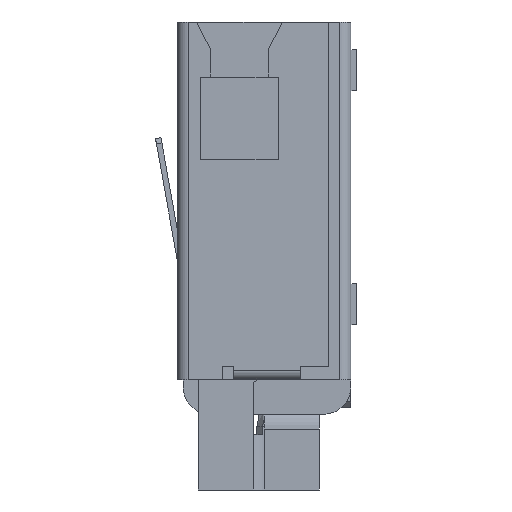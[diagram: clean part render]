
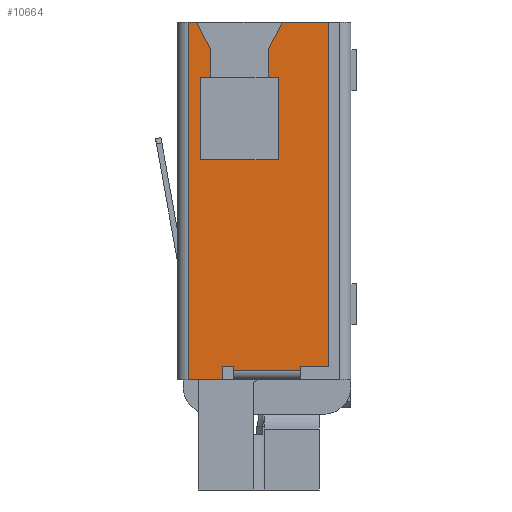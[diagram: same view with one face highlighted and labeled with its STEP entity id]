
A CAD part, left-side view. The second image highlights one B-rep face of the part: STEP entity #10664.
In plain terms, the highlighted planar face has unit normal (-1, 0, 0).
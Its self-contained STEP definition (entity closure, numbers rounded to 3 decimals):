
#254=DIRECTION('',(0.,1.,0.));
#255=VECTOR('',#254,0.3);
#256=CARTESIAN_POINT('',(-7.55,2.55,0.));
#257=LINE('',#256,#255);
#2028=DIRECTION('',(0.,-1.,0.));
#2029=VECTOR('',#2028,1.25);
#2030=CARTESIAN_POINT('',(-7.55,2.85,-13.));
#2031=LINE('',#2030,#2029);
#3357=DIRECTION('',(0.,0.,1.));
#3358=VECTOR('',#3357,13.);
#3359=CARTESIAN_POINT('',(-7.55,2.85,-13.));
#3360=LINE('',#3359,#3358);
#3361=DIRECTION('',(0.,1.,0.));
#3362=VECTOR('',#3361,2.4);
#3363=CARTESIAN_POINT('',(-7.55,-1.2,-12.65));
#3364=LINE('',#3363,#3362);
#3365=DIRECTION('',(0.,0.,1.));
#3366=VECTOR('',#3365,0.15);
#3367=CARTESIAN_POINT('',(-7.55,1.2,-12.65));
#3368=LINE('',#3367,#3366);
#3369=DIRECTION('',(0.,1.,0.));
#3370=VECTOR('',#3369,0.4);
#3371=CARTESIAN_POINT('',(-7.55,1.2,-12.5));
#3372=LINE('',#3371,#3370);
#3373=DIRECTION('',(0.,0.,-1.));
#3374=VECTOR('',#3373,0.5);
#3375=CARTESIAN_POINT('',(-7.55,1.6,-12.5));
#3376=LINE('',#3375,#3374);
#3377=DIRECTION('',(0.,-0.447,-0.894));
#3378=VECTOR('',#3377,1.118);
#3379=CARTESIAN_POINT('',(-7.55,2.55,0.));
#3380=LINE('',#3379,#3378);
#3381=DIRECTION('',(0.,0.,-1.));
#3382=VECTOR('',#3381,1.);
#3383=CARTESIAN_POINT('',(-7.55,2.05,-1.));
#3384=LINE('',#3383,#3382);
#3385=DIRECTION('',(0.,-1.,0.));
#3386=VECTOR('',#3385,0.05);
#3387=CARTESIAN_POINT('',(-7.55,2.05,-2.));
#3388=LINE('',#3387,#3386);
#3389=DIRECTION('',(0.,0.,-1.));
#3390=VECTOR('',#3389,0.2);
#3391=CARTESIAN_POINT('',(-7.55,2.,-4.8));
#3392=LINE('',#3391,#3390);
#3393=DIRECTION('',(0.,-1.,0.));
#3394=VECTOR('',#3393,0.2);
#3395=CARTESIAN_POINT('',(-7.55,2.,-5.));
#3396=LINE('',#3395,#3394);
#3397=DIRECTION('',(0.,-1.,0.));
#3398=VECTOR('',#3397,0.2);
#3399=CARTESIAN_POINT('',(-7.55,0.2,-5.));
#3400=LINE('',#3399,#3398);
#3401=DIRECTION('',(0.,0.,1.));
#3402=VECTOR('',#3401,0.2);
#3403=CARTESIAN_POINT('',(-7.55,0.,-5.));
#3404=LINE('',#3403,#3402);
#3405=DIRECTION('',(0.,-1.,0.));
#3406=VECTOR('',#3405,0.05);
#3407=CARTESIAN_POINT('',(-7.55,0.,-2.));
#3408=LINE('',#3407,#3406);
#3409=DIRECTION('',(0.,0.,1.));
#3410=VECTOR('',#3409,1.);
#3411=CARTESIAN_POINT('',(-7.55,-0.05,-2.));
#3412=LINE('',#3411,#3410);
#3413=DIRECTION('',(0.,-0.447,0.894));
#3414=VECTOR('',#3413,1.118);
#3415=CARTESIAN_POINT('',(-7.55,-0.05,-1.));
#3416=LINE('',#3415,#3414);
#3417=DIRECTION('',(0.,-1.,0.));
#3418=VECTOR('',#3417,1.7);
#3419=CARTESIAN_POINT('',(-7.55,-0.55,0.));
#3420=LINE('',#3419,#3418);
#3421=DIRECTION('',(0.,0.,-1.));
#3422=VECTOR('',#3421,12.5);
#3423=CARTESIAN_POINT('',(-7.55,-2.25,0.));
#3424=LINE('',#3423,#3422);
#3425=DIRECTION('',(0.,1.,0.));
#3426=VECTOR('',#3425,1.05);
#3427=CARTESIAN_POINT('',(-7.55,-2.25,-12.5));
#3428=LINE('',#3427,#3426);
#3429=DIRECTION('',(0.,0.,-1.));
#3430=VECTOR('',#3429,0.15);
#3431=CARTESIAN_POINT('',(-7.55,-1.2,-12.5));
#3432=LINE('',#3431,#3430);
#3473=DIRECTION('',(0.,0.,1.));
#3474=VECTOR('',#3473,2.8);
#3475=CARTESIAN_POINT('',(-7.55,0.,-4.8));
#3476=LINE('',#3475,#3474);
#3517=DIRECTION('',(0.,0.,1.));
#3518=VECTOR('',#3517,2.8);
#3519=CARTESIAN_POINT('',(-7.55,2.,-4.8));
#3520=LINE('',#3519,#3518);
#3581=DIRECTION('',(0.,1.,0.));
#3582=VECTOR('',#3581,1.6);
#3583=CARTESIAN_POINT('',(-7.55,0.2,-5.));
#3584=LINE('',#3583,#3582);
#5355=CARTESIAN_POINT('',(-7.55,2.85,-13.));
#5357=VERTEX_POINT('',#5355);
#5363=CARTESIAN_POINT('',(-7.55,2.85,0.));
#5365=VERTEX_POINT('',#5363);
#5557=CARTESIAN_POINT('',(-7.55,2.55,0.));
#5558=CARTESIAN_POINT('',(-7.55,2.05,-1.));
#5559=VERTEX_POINT('',#5557);
#5560=VERTEX_POINT('',#5558);
#5561=CARTESIAN_POINT('',(-7.55,2.05,-2.));
#5562=VERTEX_POINT('',#5561);
#5563=CARTESIAN_POINT('',(-7.55,-0.05,-2.));
#5564=CARTESIAN_POINT('',(-7.55,-0.05,-1.));
#5565=VERTEX_POINT('',#5563);
#5566=VERTEX_POINT('',#5564);
#5567=CARTESIAN_POINT('',(-7.55,-0.55,0.));
#5568=VERTEX_POINT('',#5567);
#5569=CARTESIAN_POINT('',(-7.55,-2.25,0.));
#5570=VERTEX_POINT('',#5569);
#5571=CARTESIAN_POINT('',(-7.55,-2.25,-12.5));
#5572=VERTEX_POINT('',#5571);
#5573=CARTESIAN_POINT('',(-7.55,-1.2,-12.5));
#5574=VERTEX_POINT('',#5573);
#5575=CARTESIAN_POINT('',(-7.55,1.2,-12.5));
#5576=CARTESIAN_POINT('',(-7.55,1.6,-12.5));
#5577=VERTEX_POINT('',#5575);
#5578=VERTEX_POINT('',#5576);
#5579=CARTESIAN_POINT('',(-7.55,1.6,-13.));
#5580=VERTEX_POINT('',#5579);
#5581=CARTESIAN_POINT('',(-7.55,2.,-2.));
#5582=VERTEX_POINT('',#5581);
#5583=CARTESIAN_POINT('',(-7.55,2.,-4.8));
#5584=CARTESIAN_POINT('',(-7.55,2.,-5.));
#5585=VERTEX_POINT('',#5583);
#5586=VERTEX_POINT('',#5584);
#5587=CARTESIAN_POINT('',(-7.55,1.8,-5.));
#5588=VERTEX_POINT('',#5587);
#5589=CARTESIAN_POINT('',(-7.55,0.2,-5.));
#5590=CARTESIAN_POINT('',(-7.55,0.,-5.));
#5591=VERTEX_POINT('',#5589);
#5592=VERTEX_POINT('',#5590);
#5593=CARTESIAN_POINT('',(-7.55,0.,-4.8));
#5594=VERTEX_POINT('',#5593);
#5595=CARTESIAN_POINT('',(-7.55,0.,-2.));
#5596=VERTEX_POINT('',#5595);
#5645=CARTESIAN_POINT('',(-7.55,-1.2,-12.65));
#5646=CARTESIAN_POINT('',(-7.55,1.2,-12.65));
#5647=VERTEX_POINT('',#5645);
#5648=VERTEX_POINT('',#5646);
#10621=CARTESIAN_POINT('',(-7.55,2.65,-13.));
#10622=DIRECTION('',(-1.,0.,0.));
#10623=DIRECTION('',(0.,1.,0.));
#10624=AXIS2_PLACEMENT_3D('',#10621,#10622,#10623);
#10625=PLANE('',#10624);
#10626=ORIENTED_EDGE('',*,*,#8452,.T.);
#10627=ORIENTED_EDGE('',*,*,#8467,.T.);
#10628=ORIENTED_EDGE('',*,*,#8481,.T.);
#10629=ORIENTED_EDGE('',*,*,#8495,.T.);
#10630=ORIENTED_EDGE('',*,*,#8580,.F.);
#10631=ORIENTED_EDGE('',*,*,#10616,.T.);
#10632=ORIENTED_EDGE('',*,*,#5913,.F.);
#10633=ORIENTED_EDGE('',*,*,#5894,.T.);
#10635=ORIENTED_EDGE('',*,*,#10634,.T.);
#10637=ORIENTED_EDGE('',*,*,#10636,.T.);
#10639=ORIENTED_EDGE('',*,*,#10638,.F.);
#10641=ORIENTED_EDGE('',*,*,#10640,.T.);
#10643=ORIENTED_EDGE('',*,*,#10642,.T.);
#10645=ORIENTED_EDGE('',*,*,#10644,.F.);
#10647=ORIENTED_EDGE('',*,*,#10646,.T.);
#10649=ORIENTED_EDGE('',*,*,#10648,.T.);
#10651=ORIENTED_EDGE('',*,*,#10650,.T.);
#10653=ORIENTED_EDGE('',*,*,#10652,.T.);
#10655=ORIENTED_EDGE('',*,*,#10654,.T.);
#10657=ORIENTED_EDGE('',*,*,#10656,.T.);
#10658=ORIENTED_EDGE('',*,*,#5907,.T.);
#10659=ORIENTED_EDGE('',*,*,#8411,.T.);
#10660=ORIENTED_EDGE('',*,*,#8425,.T.);
#10661=ORIENTED_EDGE('',*,*,#8437,.T.);
#10662=EDGE_LOOP('',(#10626,#10627,#10628,#10629,#10630,#10631,#10632,#10633,
#10635,#10637,#10639,#10641,#10643,#10645,#10647,#10649,#10651,#10653,#10655,
#10657,#10658,#10659,#10660,#10661));
#10663=FACE_OUTER_BOUND('',#10662,.F.);
#5894=EDGE_CURVE('',#5559,#5560,#3380,.T.);
#5907=EDGE_CURVE('',#5568,#5570,#3420,.T.);
#5913=EDGE_CURVE('',#5559,#5365,#257,.T.);
#8411=EDGE_CURVE('',#5570,#5572,#3424,.T.);
#8425=EDGE_CURVE('',#5572,#5574,#3428,.T.);
#8437=EDGE_CURVE('',#5574,#5647,#3432,.T.);
#8452=EDGE_CURVE('',#5647,#5648,#3364,.T.);
#8467=EDGE_CURVE('',#5648,#5577,#3368,.T.);
#8481=EDGE_CURVE('',#5577,#5578,#3372,.T.);
#8495=EDGE_CURVE('',#5578,#5580,#3376,.T.);
#8580=EDGE_CURVE('',#5357,#5580,#2031,.T.);
#10616=EDGE_CURVE('',#5357,#5365,#3360,.T.);
#10634=EDGE_CURVE('',#5560,#5562,#3384,.T.);
#10636=EDGE_CURVE('',#5562,#5582,#3388,.T.);
#10638=EDGE_CURVE('',#5585,#5582,#3520,.T.);
#10640=EDGE_CURVE('',#5585,#5586,#3392,.T.);
#10642=EDGE_CURVE('',#5586,#5588,#3396,.T.);
#10644=EDGE_CURVE('',#5591,#5588,#3584,.T.);
#10646=EDGE_CURVE('',#5591,#5592,#3400,.T.);
#10648=EDGE_CURVE('',#5592,#5594,#3404,.T.);
#10650=EDGE_CURVE('',#5594,#5596,#3476,.T.);
#10652=EDGE_CURVE('',#5596,#5565,#3408,.T.);
#10654=EDGE_CURVE('',#5565,#5566,#3412,.T.);
#10656=EDGE_CURVE('',#5566,#5568,#3416,.T.);
#10664=ADVANCED_FACE('',(#10663),#10625,.T.);
